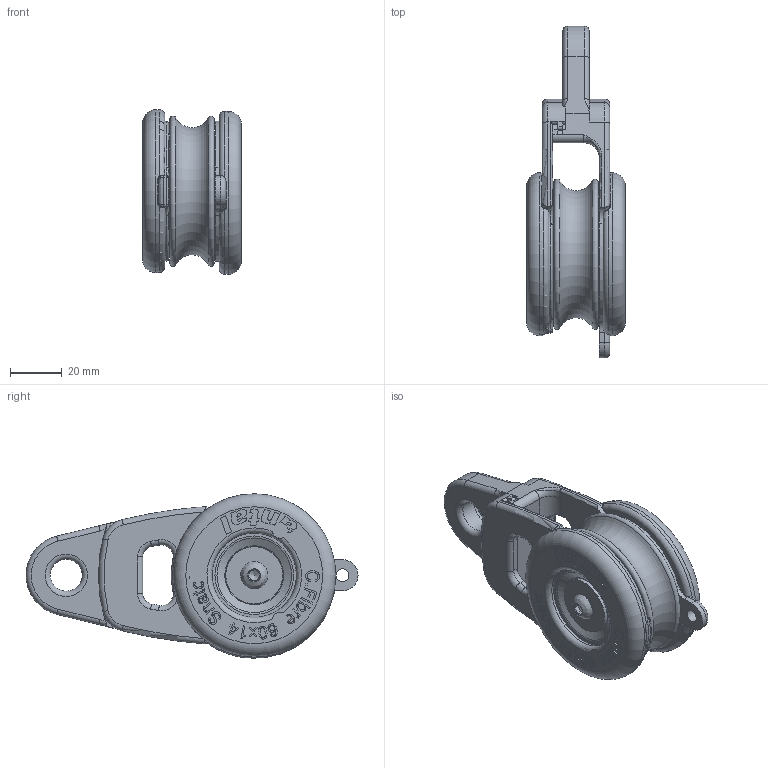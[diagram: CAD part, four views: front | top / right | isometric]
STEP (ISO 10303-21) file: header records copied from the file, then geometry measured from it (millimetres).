
FILE_DESCRIPTION(/* description */ (''),/* implementation_level */ '2;1');
FILE_NAME(/* name */ '9060.stp',/* time_stamp */ '2019-12-17T18:45:47+01:00',/* author */ ('francesca'),/* organization */ (''),/* preprocessor_version */ 'ST-DEVELOPER v16.5',/* originating_system */ 'Autodesk Inventor 2017',/* authorisation */ '');
FILE_SCHEMA (('CONFIG_CONTROL_DESIGN'));
Length unit declared in the file: millimetre
Products named in the file (1): 17101000
Bounding box: 38 x 128 x 63.38 mm (x, y, z)
Volume: 117971.5 mm3; surface area: 38297.7 mm2
Topology: 1 solids, 4 shells, 1078 faces, 2915 edges, 1912 vertices
Faces by surface type: plane 424, bspline 316, cylinder 147, torus 110, sphere 61, cone 20
Full cylindrical faces by diameter (mm): 5 x1, 6.1 x7, 6.75 x1, 10 x1, 10.1 x1, 10.2 x1, 10.4 x2, 12.3 x1, 13 x1, 14.9 x1, 15 x1, 20 x2, 22 x2, 22.2 x1, 32.5 x2, 62.8 x2
Entity records: 35453 total; most frequent: CARTESIAN_POINT 11481, ORIENTED_EDGE 5306, DIRECTION 4098, EDGE_CURVE 2653, VERTEX_POINT 1776, AXIS2_PLACEMENT_3D 1390, LINE 1318, VECTOR 1318
